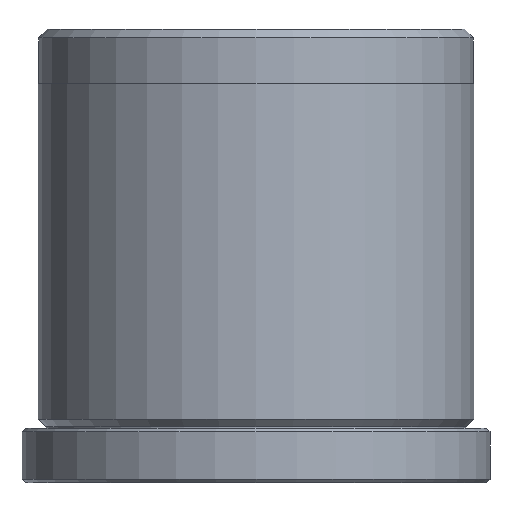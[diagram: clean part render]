
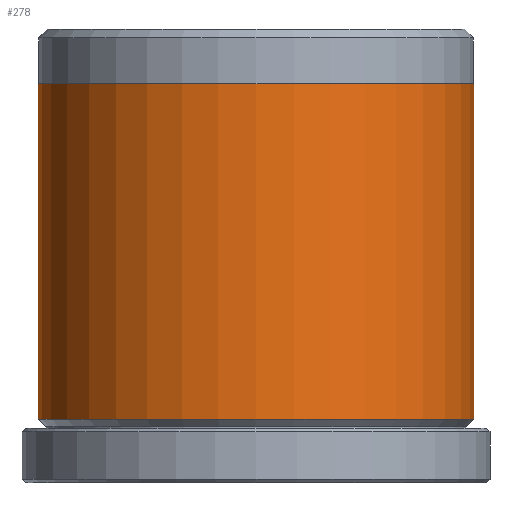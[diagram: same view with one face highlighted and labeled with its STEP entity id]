
A CAD part, front view. The second image highlights one B-rep face of the part: STEP entity #278.
In plain terms, the highlighted cylindrical face has radius 12 mm (diameter 24 mm), a partial arc.
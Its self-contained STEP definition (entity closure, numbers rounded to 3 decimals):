
#12 = EDGE_CURVE ( 'NONE', #461, #1597, #576, .T. ) ;
#103 = VECTOR ( 'NONE', #745, 1000. ) ;
#182 = VERTEX_POINT ( 'NONE', #1802 ) ;
#194 = AXIS2_PLACEMENT_3D ( 'NONE', #243, #251, #268 ) ;
#243 = CARTESIAN_POINT ( 'NONE',  ( 0., 0., 3.5 ) ) ;
#251 = DIRECTION ( 'NONE',  ( 0., 0., -1. ) ) ;
#253 = EDGE_CURVE ( 'NONE', #182, #461, #2208, .T. ) ;
#268 = DIRECTION ( 'NONE',  ( -1., 0., 0. ) ) ;
#278 = ADVANCED_FACE ( 'NONE', ( #1591 ), #1542, .T. ) ;
#291 = ORIENTED_EDGE ( 'NONE', *, *, #1103, .T. ) ;
#461 = VERTEX_POINT ( 'NONE', #2230 ) ;
#576 = LINE ( 'NONE', #634, #103 ) ;
#634 = CARTESIAN_POINT ( 'NONE',  ( 12., 0., 25. ) ) ;
#663 = ORIENTED_EDGE ( 'NONE', *, *, #253, .F. ) ;
#745 = DIRECTION ( 'NONE',  ( 0., 0., -1. ) ) ;
#929 = VERTEX_POINT ( 'NONE', #1238 ) ;
#992 = EDGE_LOOP ( 'NONE', ( #1430, #663, #291, #2071 ) ) ;
#1010 = LINE ( 'NONE', #1735, #1447 ) ;
#1103 = EDGE_CURVE ( 'NONE', #182, #929, #1010, .T. ) ;
#1238 = CARTESIAN_POINT ( 'NONE',  ( -12., 0., 3.5 ) ) ;
#1339 = CARTESIAN_POINT ( 'NONE',  ( 12., 0., 3.5 ) ) ;
#1378 = EDGE_CURVE ( 'NONE', #1597, #929, #1475, .T. ) ;
#1430 = ORIENTED_EDGE ( 'NONE', *, *, #12, .F. ) ;
#1447 = VECTOR ( 'NONE', #1780, 1000. ) ;
#1475 = CIRCLE ( 'NONE', #194, 12. ) ;
#1521 = DIRECTION ( 'NONE',  ( 0., 0., -1. ) ) ;
#1531 = AXIS2_PLACEMENT_3D ( 'NONE', #2173, #1812, #1820 ) ;
#1542 = CYLINDRICAL_SURFACE ( 'NONE', #1915, 12. ) ;
#1591 = FACE_OUTER_BOUND ( 'NONE', #992, .T. ) ;
#1597 = VERTEX_POINT ( 'NONE', #1339 ) ;
#1735 = CARTESIAN_POINT ( 'NONE',  ( -12., 0., 25. ) ) ;
#1780 = DIRECTION ( 'NONE',  ( 0., 0., -1. ) ) ;
#1802 = CARTESIAN_POINT ( 'NONE',  ( -12., 0., 22. ) ) ;
#1812 = DIRECTION ( 'NONE',  ( 0., 0., 1. ) ) ;
#1820 = DIRECTION ( 'NONE',  ( 1., 0., 0. ) ) ;
#1915 = AXIS2_PLACEMENT_3D ( 'NONE', #2049, #1521, #2157 ) ;
#2049 = CARTESIAN_POINT ( 'NONE',  ( 0., 0., 25. ) ) ;
#2071 = ORIENTED_EDGE ( 'NONE', *, *, #1378, .F. ) ;
#2157 = DIRECTION ( 'NONE',  ( -1., 0., 0. ) ) ;
#2173 = CARTESIAN_POINT ( 'NONE',  ( 0., 0., 22. ) ) ;
#2208 = CIRCLE ( 'NONE', #1531, 12. ) ;
#2230 = CARTESIAN_POINT ( 'NONE',  ( 12., 0., 22. ) ) ;
